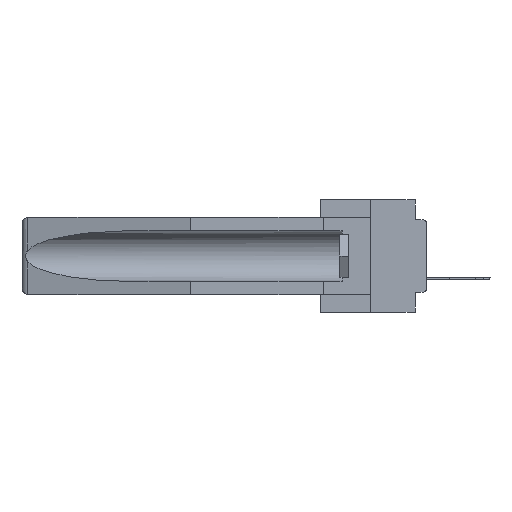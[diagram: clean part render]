
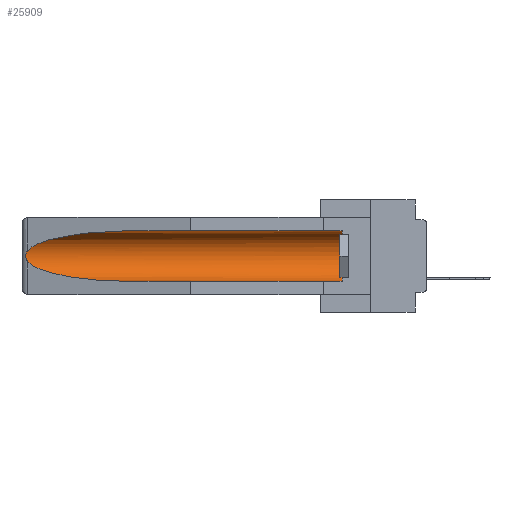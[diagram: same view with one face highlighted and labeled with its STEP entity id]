
A CAD part, left-side view. The second image highlights one B-rep face of the part: STEP entity #25909.
In plain terms, the highlighted cylindrical face has radius 2.857 mm (diameter 5.715 mm), a partial arc.
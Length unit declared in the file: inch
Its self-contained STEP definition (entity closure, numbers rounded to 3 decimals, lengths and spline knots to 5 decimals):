
#73 = EDGE_CURVE ( 'NONE', #8012, #26255, #2987, .T. ) ;
#790 = ORIENTED_EDGE ( 'NONE', *, *, #73, .T. ) ;
#1031 = DIRECTION ( 'NONE',  ( 0., 1., 0. ) ) ;
#1057 = CARTESIAN_POINT ( 'NONE',  ( 0.2675, 1.53308, -0.16763 ) ) ;
#1132 = ORIENTED_EDGE ( 'NONE', *, *, #23139, .F. ) ;
#1538 = CARTESIAN_POINT ( 'NONE',  ( 0.26537, 1.52718, -0.14972 ) ) ;
#1659 = CARTESIAN_POINT ( 'NONE',  ( 0.25451, 1.48313, -0.24835 ) ) ;
#1953 = CARTESIAN_POINT ( 'NONE',  ( 0.21114, 1.30732, -0.284 ) ) ;
#1996 = CARTESIAN_POINT ( 'NONE',  ( 0.155, 0.126, -0.059 ) ) ;
#2987 =( BOUNDED_CURVE ( )  B_SPLINE_CURVE ( 3, ( #17760, #6211, #3767, #6315 ),
 .UNSPECIFIED., .F., .F. ) 
 B_SPLINE_CURVE_WITH_KNOTS ( ( 4, 4 ),
 ( 4.71239, 6.08839 ),
 .UNSPECIFIED. ) 
 CURVE ( )  GEOMETRIC_REPRESENTATION_ITEM ( )  RATIONAL_B_SPLINE_CURVE ( ( 1., 0.848, 0.848, 1. ) ) 
 REPRESENTATION_ITEM ( '' )  );
#3716 = VERTEX_POINT ( 'NONE', #1996 ) ;
#3767 = CARTESIAN_POINT ( 'NONE',  ( 0.25451, 1.48313, -0.09465 ) ) ;
#4599 = LINE ( 'NONE', #28336, #6703 ) ;
#4740 = ORIENTED_EDGE ( 'NONE', *, *, #15341, .T. ) ;
#5820 = CARTESIAN_POINT ( 'NONE',  ( 0.2673, 1.5327, -0.16383 ) ) ;
#6128 = EDGE_CURVE ( 'NONE', #18646, #21433, #25565, .T. ) ;
#6209 = CARTESIAN_POINT ( 'NONE',  ( 0.26537, 1.52718, -0.19328 ) ) ;
#6211 = CARTESIAN_POINT ( 'NONE',  ( 0.21114, 1.30732, -0.059 ) ) ;
#6315 = CARTESIAN_POINT ( 'NONE',  ( 0.26537, 1.52718, -0.14972 ) ) ;
#6703 = VECTOR ( 'NONE', #1031, 39.37008 ) ;
#7785 = DIRECTION ( 'NONE',  ( 0., 1., 0. ) ) ;
#7804 = CARTESIAN_POINT ( 'NONE',  ( 0.2673, 1.53269, -0.17917 ) ) ;
#7894 = ORIENTED_EDGE ( 'NONE', *, *, #13210, .T. ) ;
#7999 = CARTESIAN_POINT ( 'NONE',  ( 0.26597, 1.5296, -0.19026 ) ) ;
#8012 = VERTEX_POINT ( 'NONE', #13235 ) ;
#8780 = ORIENTED_EDGE ( 'NONE', *, *, #22568, .T. ) ;
#9092 = CARTESIAN_POINT ( 'NONE',  ( 0.155, 0.126, -0.1715 ) ) ;
#9462 = CARTESIAN_POINT ( 'NONE',  ( 0.155, 1.07973, -0.284 ) ) ;
#10673 = FACE_OUTER_BOUND ( 'NONE', #25300, .T. ) ;
#12091 = AXIS2_PLACEMENT_3D ( 'NONE', #14660, #23648, #12455 ) ;
#12455 = DIRECTION ( 'NONE',  ( 0., 0., 1. ) ) ;
#12532 = CARTESIAN_POINT ( 'NONE',  ( 0.155, -0.30754, -0.059 ) ) ;
#12551 = CARTESIAN_POINT ( 'NONE',  ( 0.26654, 1.53092, -0.15636 ) ) ;
#12676 = CARTESIAN_POINT ( 'NONE',  ( 0.155, 0.126, -0.284 ) ) ;
#13210 = EDGE_CURVE ( 'NONE', #3716, #8012, #22987, .T. ) ;
#13235 = CARTESIAN_POINT ( 'NONE',  ( 0.155, 1.07973, -0.059 ) ) ;
#14660 = CARTESIAN_POINT ( 'NONE',  ( 0.155, -0.30754, -0.1715 ) ) ;
#15293 = B_SPLINE_CURVE_WITH_KNOTS ( 'NONE', 3,
 ( #26070, #17062, #12551, #5820, #1057, #26260, #7804, #21742, #7999, #23947 ),
 .UNSPECIFIED., .F., .F.,
 ( 4, 2, 2, 2, 4 ),
 ( 0., 0.00029, 0.00058, 0.00087, 0.00117 ),
 .UNSPECIFIED. ) ;
#15341 = EDGE_CURVE ( 'NONE', #18407, #3716, #25704, .T. ) ;
#17062 = CARTESIAN_POINT ( 'NONE',  ( 0.26597, 1.52961, -0.15275 ) ) ;
#17760 = CARTESIAN_POINT ( 'NONE',  ( 0.155, 1.07973, -0.059 ) ) ;
#18407 = VERTEX_POINT ( 'NONE', #12676 ) ;
#18509 = ORIENTED_EDGE ( 'NONE', *, *, #6128, .T. ) ;
#18646 = VERTEX_POINT ( 'NONE', #27378 ) ;
#20506 = AXIS2_PLACEMENT_3D ( 'NONE', #9092, #22823, #20897 ) ;
#20897 = DIRECTION ( 'NONE',  ( 0., 0., 1. ) ) ;
#21433 = VERTEX_POINT ( 'NONE', #9462 ) ;
#21742 = CARTESIAN_POINT ( 'NONE',  ( 0.26655, 1.53094, -0.18657 ) ) ;
#22568 = EDGE_CURVE ( 'NONE', #26255, #18646, #15293, .T. ) ;
#22823 = DIRECTION ( 'NONE',  ( 0., -1., 0. ) ) ;
#22987 = LINE ( 'NONE', #12532, #27662 ) ;
#23139 = EDGE_CURVE ( 'NONE', #18407, #21433, #4599, .T. ) ;
#23648 = DIRECTION ( 'NONE',  ( 0., 1., 0. ) ) ;
#23904 = CYLINDRICAL_SURFACE ( 'NONE', #12091, 0.1125 ) ;
#23947 = CARTESIAN_POINT ( 'NONE',  ( 0.26537, 1.52718, -0.19328 ) ) ;
#25300 = EDGE_LOOP ( 'NONE', ( #790, #8780, #18509, #1132, #4740, #7894 ) ) ;
#25565 =( BOUNDED_CURVE ( )  B_SPLINE_CURVE ( 3, ( #6209, #1659, #1953, #29466 ),
 .UNSPECIFIED., .F., .F. ) 
 B_SPLINE_CURVE_WITH_KNOTS ( ( 4, 4 ),
 ( 0.1948, 1.5708 ),
 .UNSPECIFIED. ) 
 CURVE ( )  GEOMETRIC_REPRESENTATION_ITEM ( )  RATIONAL_B_SPLINE_CURVE ( ( 1., 0.848, 0.848, 1. ) ) 
 REPRESENTATION_ITEM ( '' )  );
#25704 = CIRCLE ( 'NONE', #20506, 0.1125 ) ;
#25909 = ADVANCED_FACE ( 'NONE', ( #10673 ), #23904, .F. ) ;
#26070 = CARTESIAN_POINT ( 'NONE',  ( 0.26537, 1.52718, -0.14972 ) ) ;
#26255 = VERTEX_POINT ( 'NONE', #1538 ) ;
#26260 = CARTESIAN_POINT ( 'NONE',  ( 0.2675, 1.53308, -0.17534 ) ) ;
#27378 = CARTESIAN_POINT ( 'NONE',  ( 0.26537, 1.52718, -0.19328 ) ) ;
#27662 = VECTOR ( 'NONE', #7785, 39.37008 ) ;
#28336 = CARTESIAN_POINT ( 'NONE',  ( 0.155, -0.30754, -0.284 ) ) ;
#29466 = CARTESIAN_POINT ( 'NONE',  ( 0.155, 1.07973, -0.284 ) ) ;
